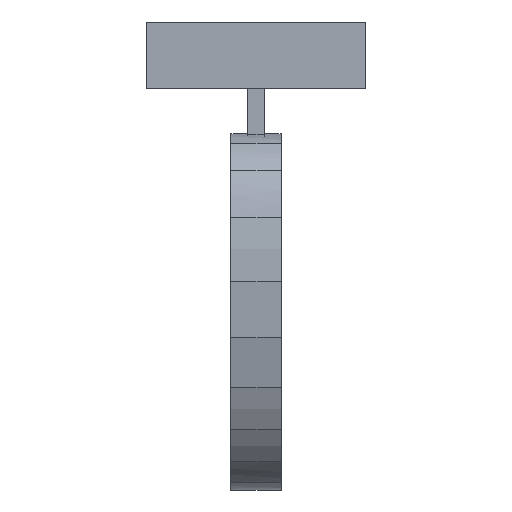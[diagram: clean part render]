
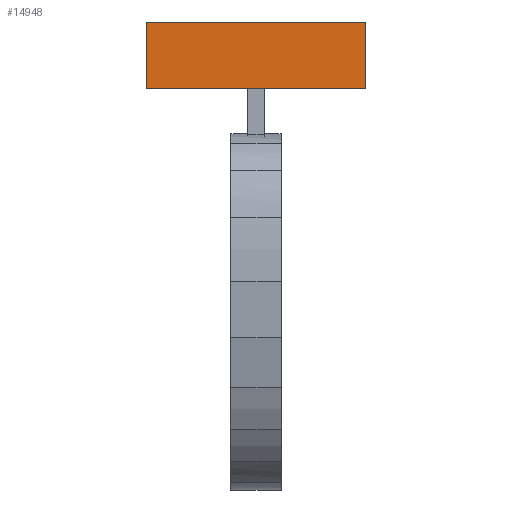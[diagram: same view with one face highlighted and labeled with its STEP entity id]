
A CAD part, left-side view. The second image highlights one B-rep face of the part: STEP entity #14948.
In plain terms, the highlighted planar face has unit normal (-1, 0, 0).
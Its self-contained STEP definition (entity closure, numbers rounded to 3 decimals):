
#1605=PLANE('',#15987);
#2032=FACE_OUTER_BOUND('',#2884,.T.);
#2884=EDGE_LOOP('',(#10460,#10461,#10462,#10463));
#3774=LINE('',#18937,#5173);
#3817=LINE('',#19025,#5216);
#3818=LINE('',#19028,#5217);
#3819=LINE('',#19029,#5218);
#5173=VECTOR('',#16504,10.);
#5216=VECTOR('',#16583,10.);
#5217=VECTOR('',#16586,10.);
#5218=VECTOR('',#16587,10.);
#6589=VERTEX_POINT('',#18934);
#6590=VERTEX_POINT('',#18936);
#6617=VERTEX_POINT('',#19023);
#6618=VERTEX_POINT('',#19027);
#8106=EDGE_CURVE('',#6590,#6589,#3774,.T.);
#8149=EDGE_CURVE('',#6590,#6617,#3817,.T.);
#8150=EDGE_CURVE('',#6618,#6589,#3818,.T.);
#8151=EDGE_CURVE('',#6617,#6618,#3819,.T.);
#10460=ORIENTED_EDGE('',*,*,#8106,.T.);
#10461=ORIENTED_EDGE('',*,*,#8150,.F.);
#10462=ORIENTED_EDGE('',*,*,#8151,.F.);
#10463=ORIENTED_EDGE('',*,*,#8149,.F.);
#14948=ADVANCED_FACE('',(#2032),#1605,.T.);
#15987=AXIS2_PLACEMENT_3D('',#19026,#16584,#16585);
#16504=DIRECTION('',(0.,1.,0.));
#16583=DIRECTION('',(0.,0.,-1.));
#16584=DIRECTION('center_axis',(-1.,0.,0.));
#16585=DIRECTION('ref_axis',(0.,0.,1.));
#16586=DIRECTION('',(0.,0.,1.));
#16587=DIRECTION('',(0.,1.,0.));
#18934=CARTESIAN_POINT('',(0.,13.125,53.));
#18936=CARTESIAN_POINT('',(0.,-13.125,53.));
#18937=CARTESIAN_POINT('',(0.,0.,53.));
#19023=CARTESIAN_POINT('',(0.,-13.125,45.));
#19025=CARTESIAN_POINT('',(0.,-13.125,53.));
#19026=CARTESIAN_POINT('Origin',(0.,0.,45.));
#19027=CARTESIAN_POINT('',(0.,13.125,45.));
#19028=CARTESIAN_POINT('',(0.,13.125,53.));
#19029=CARTESIAN_POINT('',(0.,0.,45.));
